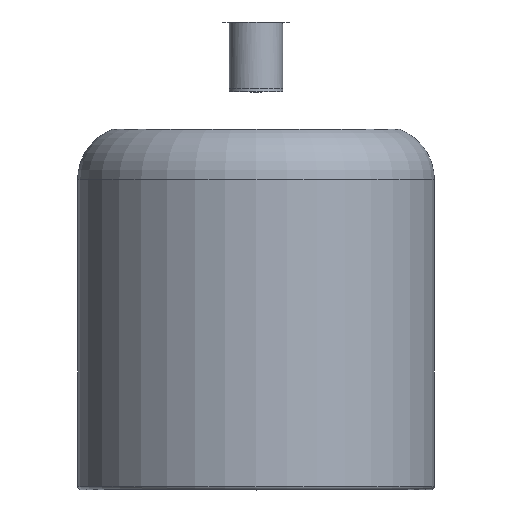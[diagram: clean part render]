
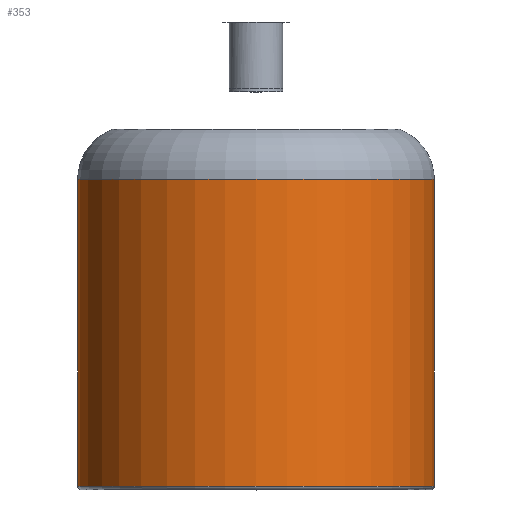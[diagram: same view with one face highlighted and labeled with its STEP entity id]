
A CAD part, top view. The second image highlights one B-rep face of the part: STEP entity #353.
In plain terms, the highlighted cylindrical face has radius 26.8 mm (diameter 53.6 mm), a full revolution.
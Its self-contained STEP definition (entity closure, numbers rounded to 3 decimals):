
#21=LINE('',#605,#34);
#34=VECTOR('',#468,26.8);
#47=CYLINDRICAL_SURFACE('',#395,26.8);
#66=FACE_OUTER_BOUND('',#91,.T.);
#91=EDGE_LOOP('',(#247,#248,#249,#250,#251));
#119=CIRCLE('',#392,26.8);
#121=CIRCLE('',#396,26.8);
#122=CIRCLE('',#397,26.8);
#157=VERTEX_POINT('',#597);
#159=VERTEX_POINT('',#604);
#160=VERTEX_POINT('',#606);
#191=EDGE_CURVE('',#157,#157,#119,.T.);
#193=EDGE_CURVE('',#157,#159,#21,.T.);
#194=EDGE_CURVE('',#159,#160,#121,.T.);
#195=EDGE_CURVE('',#160,#159,#122,.T.);
#247=ORIENTED_EDGE('',*,*,#191,.F.);
#248=ORIENTED_EDGE('',*,*,#193,.T.);
#249=ORIENTED_EDGE('',*,*,#194,.T.);
#250=ORIENTED_EDGE('',*,*,#195,.T.);
#251=ORIENTED_EDGE('',*,*,#193,.F.);
#353=ADVANCED_FACE('',(#66),#47,.T.);
#392=AXIS2_PLACEMENT_3D('',#599,#460,#461);
#395=AXIS2_PLACEMENT_3D('',#603,#466,#467);
#396=AXIS2_PLACEMENT_3D('',#607,#469,#470);
#397=AXIS2_PLACEMENT_3D('',#608,#471,#472);
#460=DIRECTION('center_axis',(0.,-1.,0.));
#461=DIRECTION('ref_axis',(0.,0.,1.));
#466=DIRECTION('center_axis',(0.,-1.,0.));
#467=DIRECTION('ref_axis',(0.,0.,-1.));
#468=DIRECTION('',(0.,1.,0.));
#469=DIRECTION('center_axis',(0.,-1.,0.));
#470=DIRECTION('ref_axis',(-1.,0.,0.));
#471=DIRECTION('center_axis',(0.,-1.,0.));
#472=DIRECTION('ref_axis',(-1.,0.,0.));
#597=CARTESIAN_POINT('',(-29.698,-325.97,27.805));
#599=CARTESIAN_POINT('Origin',(-29.698,-325.97,1.005));
#603=CARTESIAN_POINT('Origin',(-29.698,-303.163,1.005));
#604=CARTESIAN_POINT('',(-29.698,-279.855,27.805));
#605=CARTESIAN_POINT('',(-29.698,-303.163,27.805));
#606=CARTESIAN_POINT('',(-29.698,-279.855,-25.795));
#607=CARTESIAN_POINT('Origin',(-29.698,-279.855,1.005));
#608=CARTESIAN_POINT('Origin',(-29.698,-279.855,1.005));
